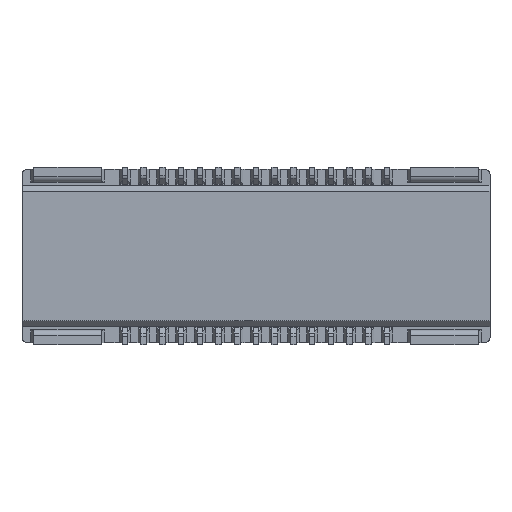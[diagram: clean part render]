
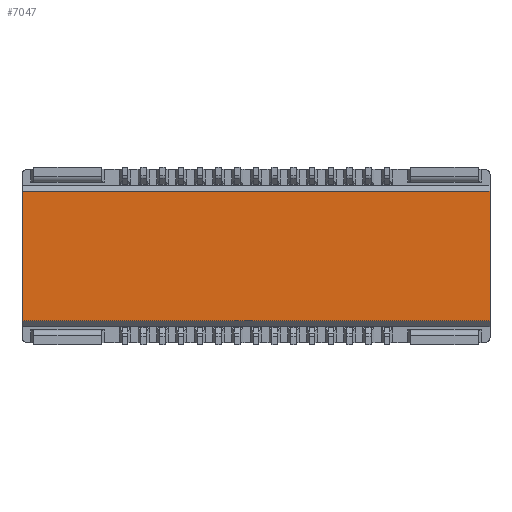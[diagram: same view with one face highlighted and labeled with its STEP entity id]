
A CAD part, front view. The second image highlights one B-rep face of the part: STEP entity #7047.
In plain terms, the highlighted planar face has unit normal (0, -1, 0).
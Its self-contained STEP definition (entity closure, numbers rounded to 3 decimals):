
#795 = VECTOR ( 'NONE', #5186, 1000. ) ;
#892 = VECTOR ( 'NONE', #2034, 1000. ) ;
#1359 = LINE ( 'NONE', #4006, #4845 ) ;
#1529 = DIRECTION ( 'NONE',  ( -1., 0., 0. ) ) ;
#2034 = DIRECTION ( 'NONE',  ( 0., 0., 1. ) ) ;
#2263 = DIRECTION ( 'NONE',  ( 0., 1., 0. ) ) ;
#2777 = VECTOR ( 'NONE', #14657, 1000. ) ;
#2795 = EDGE_CURVE ( 'NONE', #7000, #10491, #1359, .T. ) ;
#3359 = LINE ( 'NONE', #16737, #892 ) ;
#4006 = CARTESIAN_POINT ( 'NONE',  ( 1., 0.02, 1.38 ) ) ;
#4486 = ORIENTED_EDGE ( 'NONE', *, *, #2795, .T. ) ;
#4845 = VECTOR ( 'NONE', #1529, 1000. ) ;
#5186 = DIRECTION ( 'NONE',  ( 0., 0., 1. ) ) ;
#5220 = CARTESIAN_POINT ( 'NONE',  ( 1., 0.02, -1.38 ) ) ;
#5836 = CARTESIAN_POINT ( 'NONE',  ( 7.8, 0.02, 1.38 ) ) ;
#5918 = EDGE_LOOP ( 'NONE', ( #4486, #12301, #6371, #16352 ) ) ;
#6107 = VERTEX_POINT ( 'NONE', #10237 ) ;
#6351 = CARTESIAN_POINT ( 'NONE',  ( 7.8, 0.02, 0.915 ) ) ;
#6371 = ORIENTED_EDGE ( 'NONE', *, *, #8631, .F. ) ;
#6434 = LINE ( 'NONE', #6351, #795 ) ;
#7000 = VERTEX_POINT ( 'NONE', #5836 ) ;
#7047 = ADVANCED_FACE ( 'NONE', ( #15706 ), #10678, .F. ) ;
#8333 = EDGE_CURVE ( 'NONE', #11231, #7000, #6434, .T. ) ;
#8425 = CARTESIAN_POINT ( 'NONE',  ( -2.2, 0.02, 1.38 ) ) ;
#8631 = EDGE_CURVE ( 'NONE', #11231, #6107, #16079, .T. ) ;
#10237 = CARTESIAN_POINT ( 'NONE',  ( -2.2, 0.02, -1.38 ) ) ;
#10491 = VERTEX_POINT ( 'NONE', #8425 ) ;
#10678 = PLANE ( 'NONE',  #13560 ) ;
#11231 = VERTEX_POINT ( 'NONE', #14122 ) ;
#11656 = CARTESIAN_POINT ( 'NONE',  ( 1., 0.02, 1.38 ) ) ;
#11930 = EDGE_CURVE ( 'NONE', #6107, #10491, #3359, .T. ) ;
#12301 = ORIENTED_EDGE ( 'NONE', *, *, #11930, .F. ) ;
#13560 = AXIS2_PLACEMENT_3D ( 'NONE', #11656, #2263, #17058 ) ;
#14122 = CARTESIAN_POINT ( 'NONE',  ( 7.8, 0.02, -1.38 ) ) ;
#14657 = DIRECTION ( 'NONE',  ( -1., 0., 0. ) ) ;
#15706 = FACE_OUTER_BOUND ( 'NONE', #5918, .T. ) ;
#16079 = LINE ( 'NONE', #5220, #2777 ) ;
#16352 = ORIENTED_EDGE ( 'NONE', *, *, #8333, .T. ) ;
#16737 = CARTESIAN_POINT ( 'NONE',  ( -2.2, 0.02, 0.915 ) ) ;
#17058 = DIRECTION ( 'NONE',  ( 0., 0., 1. ) ) ;
